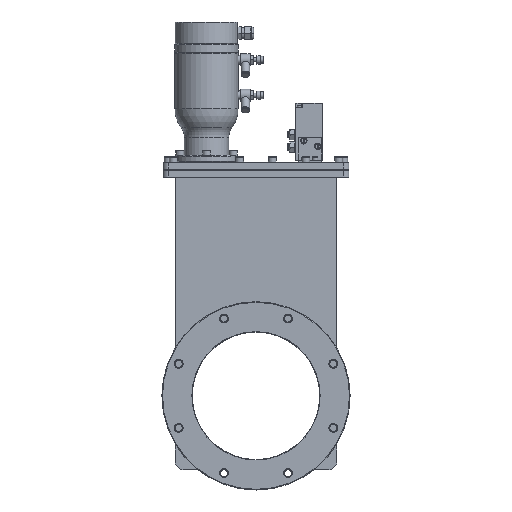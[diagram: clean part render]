
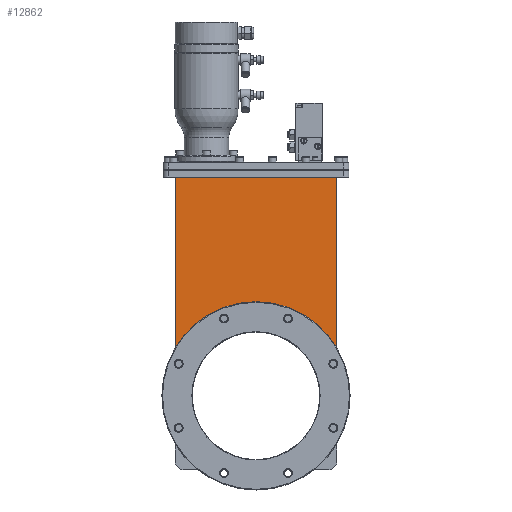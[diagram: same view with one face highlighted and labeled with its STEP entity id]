
A CAD part, top view. The second image highlights one B-rep face of the part: STEP entity #12862.
In plain terms, the highlighted planar face has unit normal (0, 0, 1).
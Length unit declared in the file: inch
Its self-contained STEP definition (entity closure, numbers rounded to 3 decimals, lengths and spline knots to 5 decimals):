
#2440=DIRECTION('',(0.,-1.,0.));
#2441=VECTOR('',#2440,8.06547);
#2442=CARTESIAN_POINT('',(3.805,10.273,0.7025));
#2443=LINE('',#2442,#2441);
#2444=CARTESIAN_POINT('',(0.,0.,0.7025));
#2445=DIRECTION('',(0.,0.,-1.));
#2446=DIRECTION('',(0.,1.,0.));
#2447=AXIS2_PLACEMENT_3D('',#2444,#2445,#2446);
#2449=CARTESIAN_POINT('',(0.,0.,0.7025));
#2450=DIRECTION('',(0.,0.,1.));
#2451=DIRECTION('',(0.,1.,0.));
#2452=AXIS2_PLACEMENT_3D('',#2449,#2450,#2451);
#2454=DIRECTION('',(0.,1.,0.));
#2455=VECTOR('',#2454,8.06547);
#2456=CARTESIAN_POINT('',(-3.805,2.20753,0.7025));
#2457=LINE('',#2456,#2455);
#2458=DIRECTION('',(1.,0.,0.));
#2459=VECTOR('',#2458,7.61);
#2460=CARTESIAN_POINT('',(-3.805,10.273,0.7025));
#2461=LINE('',#2460,#2459);
#7687=CARTESIAN_POINT('',(-3.805,10.273,0.7025));
#7688=CARTESIAN_POINT('',(3.805,10.273,0.7025));
#7689=VERTEX_POINT('',#7687);
#7690=VERTEX_POINT('',#7688);
#9073=CARTESIAN_POINT('',(3.805,2.20753,0.7025));
#9075=VERTEX_POINT('',#9073);
#9084=CARTESIAN_POINT('',(-3.805,2.20753,0.7025));
#9086=VERTEX_POINT('',#9084);
#9125=CARTESIAN_POINT('',(0.,4.399,0.7025));
#9126=VERTEX_POINT('',#9125);
#12849=CARTESIAN_POINT('',(0.,0.,0.7025));
#12850=DIRECTION('',(0.,0.,1.));
#12851=DIRECTION('',(1.,0.,0.));
#12852=AXIS2_PLACEMENT_3D('',#12849,#12850,#12851);
#12853=PLANE('',#12852);
#12854=ORIENTED_EDGE('',*,*,#11397,.T.);
#12855=ORIENTED_EDGE('',*,*,#12844,.F.);
#12857=ORIENTED_EDGE('',*,*,#12856,.T.);
#12858=ORIENTED_EDGE('',*,*,#11167,.T.);
#12859=ORIENTED_EDGE('',*,*,#11041,.T.);
#12860=EDGE_LOOP('',(#12854,#12855,#12857,#12858,#12859));
#12861=FACE_OUTER_BOUND('',#12860,.F.);
#2448=CIRCLE('',#2447,4.399);
#2453=CIRCLE('',#2452,4.399);
#11041=EDGE_CURVE('',#7689,#7690,#2461,.T.);
#11167=EDGE_CURVE('',#9086,#7689,#2457,.T.);
#11397=EDGE_CURVE('',#7690,#9075,#2443,.T.);
#12844=EDGE_CURVE('',#9126,#9075,#2448,.T.);
#12856=EDGE_CURVE('',#9126,#9086,#2453,.T.);
#12862=ADVANCED_FACE('',(#12861),#12853,.T.);
